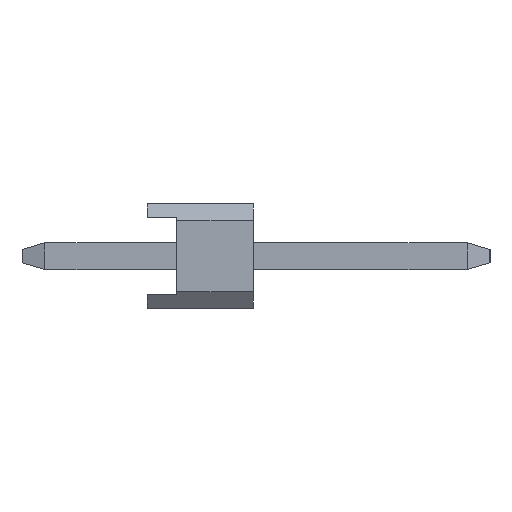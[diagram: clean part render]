
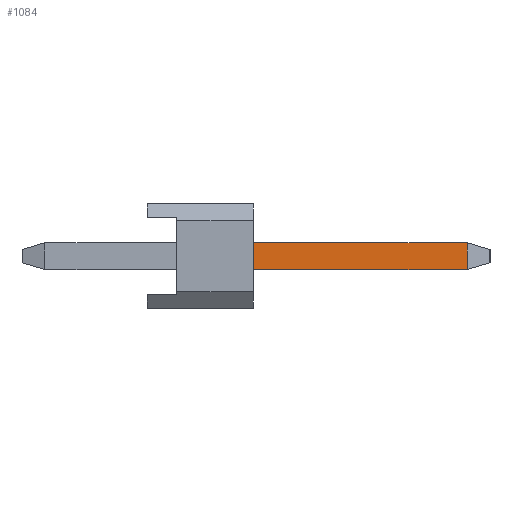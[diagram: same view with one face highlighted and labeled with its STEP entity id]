
A CAD part, left-side view. The second image highlights one B-rep face of the part: STEP entity #1084.
In plain terms, the highlighted planar face has unit normal (-1, 0, 0).
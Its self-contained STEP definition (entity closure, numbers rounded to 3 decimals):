
#1084=ADVANCED_FACE('',(#2351),#2352,.T.);
#2351=FACE_OUTER_BOUND('',#3832,.T.);
#2352=PLANE('',#3833);
#3832=EDGE_LOOP('',(#6757,#6758,#6759,#6760));
#3833=AXIS2_PLACEMENT_3D('',#6761,#6762,#6763);
#6757=ORIENTED_EDGE('',*,*,#9686,.F.);
#6758=ORIENTED_EDGE('',*,*,#9680,.F.);
#6759=ORIENTED_EDGE('',*,*,#9687,.F.);
#6760=ORIENTED_EDGE('',*,*,#9688,.F.);
#6761=CARTESIAN_POINT('',(-20.64,-2.6,0.5));
#6762=DIRECTION('',(-1.0,0.,0.));
#6763=DIRECTION('',(0.,1.0,0.));
#9680=EDGE_CURVE('',#11742,#11738,#11744,.T.);
#9686=EDGE_CURVE('',#11738,#11752,#11753,.T.);
#9687=EDGE_CURVE('',#11754,#11742,#11755,.T.);
#9688=EDGE_CURVE('',#11752,#11754,#11756,.T.);
#11738=VERTEX_POINT('',#14806);
#11742=VERTEX_POINT('',#14812);
#11744=LINE('',#14815,#14816);
#11752=VERTEX_POINT('',#14827);
#11753=LINE('',#14828,#14829);
#11754=VERTEX_POINT('',#14830);
#11755=LINE('',#14831,#14832);
#11756=LINE('',#14833,#14834);
#14806=CARTESIAN_POINT('',(-20.64,-2.54,-0.32));
#14812=CARTESIAN_POINT('',(-20.64,-7.654,-0.32));
#14815=CARTESIAN_POINT('',(-20.64,-2.6,-0.32));
#14816=VECTOR('',#17119,1.0);
#14827=CARTESIAN_POINT('',(-20.64,-2.54,0.32));
#14828=CARTESIAN_POINT('',(-20.64,-2.54,0.252));
#14829=VECTOR('',#17123,1.0);
#14830=CARTESIAN_POINT('',(-20.64,-7.654,0.32));
#14831=CARTESIAN_POINT('',(-20.64,-7.654,0.5));
#14832=VECTOR('',#17124,1.0);
#14833=CARTESIAN_POINT('',(-20.64,-2.6,0.32));
#14834=VECTOR('',#17125,1.0);
#17119=DIRECTION('',(0.,1.0,0.));
#17123=DIRECTION('',(0.,0.,1.0));
#17124=DIRECTION('',(0.0,0.,-1.0));
#17125=DIRECTION('',(0.,-1.0,0.));
